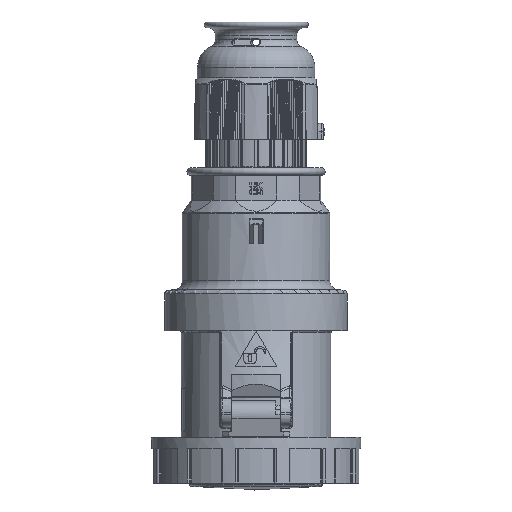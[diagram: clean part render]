
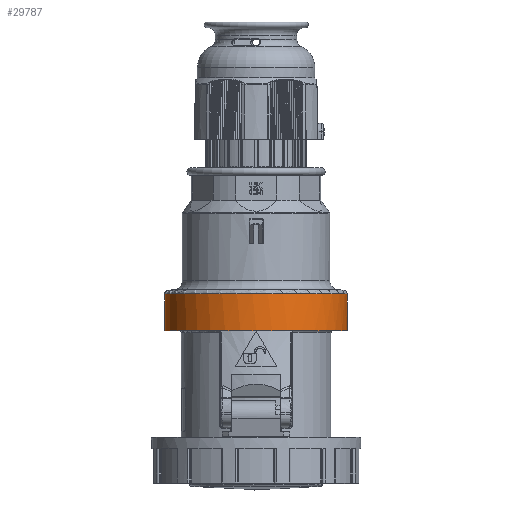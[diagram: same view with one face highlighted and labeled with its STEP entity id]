
A CAD part, top view. The second image highlights one B-rep face of the part: STEP entity #29787.
In plain terms, the highlighted cylindrical face has radius 48.25 mm (diameter 96.5 mm), a partial arc.
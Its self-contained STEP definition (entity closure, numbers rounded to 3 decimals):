
#2735=FACE_OUTER_BOUND('',#4344,.T.);
#4344=EDGE_LOOP('',(#24217,#24218,#24219,#24220));
#5478=B_SPLINE_CURVE_WITH_KNOTS('',3,(#54399,#54400,#54401,#54402,#54403,
#54404,#54405,#54406,#54407,#54408,#54409,#54410,#54411,#54412,#54413,#54414,
#54415,#54416,#54417,#54418,#54419,#54420,#54421,#54422,#54423,#54424,#54425,
#54426,#54427,#54428,#54429,#54430,#54431,#54432,#54433,#54434,#54435,#54436,
#54437,#54438,#54439,#54440,#54441,#54442,#54443,#54444,#54445,#54446,#54447,
#54448),.UNSPECIFIED.,.F.,.F.,(4,1,1,1,1,1,1,1,1,1,1,1,1,1,1,1,1,1,1,1,
1,1,1,1,1,1,1,1,1,1,1,1,1,1,1,1,1,1,1,1,1,1,1,1,1,1,1,4),(0.,
0.067,0.133,0.167,0.233,
0.267,0.333,0.367,0.433,
0.467,0.533,0.567,0.633,
0.667,0.733,0.767,0.833,
0.867,0.933,0.967,1.033,
1.067,1.133,1.167,1.233,1.267,
1.333,1.367,1.433,1.467,1.533,
1.567,1.633,1.667,1.733,1.767,
1.833,1.867,1.933,1.967,2.033,
2.067,2.133,2.167,2.233,2.267,
2.353,2.46),.UNSPECIFIED.);
#6654=CIRCLE('',#32153,48.25);
#6655=CIRCLE('',#32154,48.25);
#6927=LINE('',#39970,#8877);
#8877=VECTOR('',#32860,48.25);
#10827=VERTEX_POINT('',#39968);
#10828=VERTEX_POINT('',#39969);
#10830=VERTEX_POINT('',#39973);
#12955=VERTEX_POINT('',#53990);
#13660=EDGE_CURVE('',#10827,#10828,#6927,.T.);
#16875=EDGE_CURVE('',#10830,#12955,#5478,.T.);
#16876=EDGE_CURVE('',#10828,#10830,#6654,.T.);
#16877=EDGE_CURVE('',#10827,#12955,#6655,.T.);
#24217=ORIENTED_EDGE('',*,*,#13660,.T.);
#24218=ORIENTED_EDGE('',*,*,#16876,.T.);
#24219=ORIENTED_EDGE('',*,*,#16875,.T.);
#24220=ORIENTED_EDGE('',*,*,#16877,.F.);
#26953=CYLINDRICAL_SURFACE('',#32152,48.25);
#29787=ADVANCED_FACE('',(#2735),#26953,.T.);
#32152=AXIS2_PLACEMENT_3D('',#54449,#38042,#38043);
#32153=AXIS2_PLACEMENT_3D('',#54450,#38044,#38045);
#32154=AXIS2_PLACEMENT_3D('',#54451,#38046,#38047);
#32860=DIRECTION('',(0.,-1.,0.));
#38042=DIRECTION('center_axis',(0.,1.,0.));
#38043=DIRECTION('ref_axis',(1.,0.,0.));
#38044=DIRECTION('center_axis',(0.,1.,0.));
#38045=DIRECTION('ref_axis',(-0.866,0.,0.5));
#38046=DIRECTION('center_axis',(0.,1.,0.));
#38047=DIRECTION('ref_axis',(1.,0.,0.));
#39968=CARTESIAN_POINT('',(-48.25,12.5,3.413));
#39969=CARTESIAN_POINT('',(-48.25,-7.,3.413));
#39970=CARTESIAN_POINT('',(-48.25,3.25,3.413));
#39973=CARTESIAN_POINT('',(-31.108,-7.,-33.47));
#53990=CARTESIAN_POINT('',(-18.335,12.5,-41.218));
#54399=CARTESIAN_POINT('Ctrl Pts',(-31.108,-7.,
-33.47));
#54400=CARTESIAN_POINT('Ctrl Pts',(-31.005,-6.824,
-33.558));
#54401=CARTESIAN_POINT('Ctrl Pts',(-30.797,-6.472,
-33.731));
#54402=CARTESIAN_POINT('Ctrl Pts',(-30.535,-6.031,
-33.946));
#54403=CARTESIAN_POINT('Ctrl Pts',(-30.272,-5.591,
-34.16));
#54404=CARTESIAN_POINT('Ctrl Pts',(-30.061,-5.239,
-34.329));
#54405=CARTESIAN_POINT('Ctrl Pts',(-29.795,-4.798,
-34.539));
#54406=CARTESIAN_POINT('Ctrl Pts',(-29.581,-4.446,
-34.706));
#54407=CARTESIAN_POINT('Ctrl Pts',(-29.313,-4.006,
-34.913));
#54408=CARTESIAN_POINT('Ctrl Pts',(-29.097,-3.653,
-35.077));
#54409=CARTESIAN_POINT('Ctrl Pts',(-28.826,-3.213,
-35.28));
#54410=CARTESIAN_POINT('Ctrl Pts',(-28.609,-2.861,
-35.442));
#54411=CARTESIAN_POINT('Ctrl Pts',(-28.335,-2.42,
-35.641));
#54412=CARTESIAN_POINT('Ctrl Pts',(-28.115,-2.068,
-35.8));
#54413=CARTESIAN_POINT('Ctrl Pts',(-27.839,-1.628,
-35.996));
#54414=CARTESIAN_POINT('Ctrl Pts',(-27.618,-1.275,
-36.152));
#54415=CARTESIAN_POINT('Ctrl Pts',(-27.339,-0.835,
-36.345));
#54416=CARTESIAN_POINT('Ctrl Pts',(-27.116,-0.483,
-36.498));
#54417=CARTESIAN_POINT('Ctrl Pts',(-26.835,-0.043,
-36.687));
#54418=CARTESIAN_POINT('Ctrl Pts',(-26.609,0.31,
-36.837));
#54419=CARTESIAN_POINT('Ctrl Pts',(-26.326,0.75,
-37.023));
#54420=CARTESIAN_POINT('Ctrl Pts',(-26.098,1.102,-37.17));
#54421=CARTESIAN_POINT('Ctrl Pts',(-25.813,1.543,-37.353));
#54422=CARTESIAN_POINT('Ctrl Pts',(-25.583,1.895,-37.497));
#54423=CARTESIAN_POINT('Ctrl Pts',(-25.296,2.335,-37.676));
#54424=CARTESIAN_POINT('Ctrl Pts',(-25.064,2.688,-37.817));
#54425=CARTESIAN_POINT('Ctrl Pts',(-24.774,3.128,-37.992));
#54426=CARTESIAN_POINT('Ctrl Pts',(-24.541,3.48,-38.13));
#54427=CARTESIAN_POINT('Ctrl Pts',(-24.249,3.921,-38.302));
#54428=CARTESIAN_POINT('Ctrl Pts',(-24.015,4.273,-38.437));
#54429=CARTESIAN_POINT('Ctrl Pts',(-23.72,4.713,-38.605));
#54430=CARTESIAN_POINT('Ctrl Pts',(-23.484,5.065,-38.737));
#54431=CARTESIAN_POINT('Ctrl Pts',(-23.187,5.506,-38.901));
#54432=CARTESIAN_POINT('Ctrl Pts',(-22.949,5.858,-39.031));
#54433=CARTESIAN_POINT('Ctrl Pts',(-22.651,6.298,-39.191));
#54434=CARTESIAN_POINT('Ctrl Pts',(-22.411,6.651,-39.317));
#54435=CARTESIAN_POINT('Ctrl Pts',(-22.111,7.091,-39.474));
#54436=CARTESIAN_POINT('Ctrl Pts',(-21.869,7.443,-39.597));
#54437=CARTESIAN_POINT('Ctrl Pts',(-21.567,7.884,-39.749));
#54438=CARTESIAN_POINT('Ctrl Pts',(-21.324,8.236,-39.87));
#54439=CARTESIAN_POINT('Ctrl Pts',(-21.02,8.676,-40.019));
#54440=CARTESIAN_POINT('Ctrl Pts',(-20.776,9.029,-40.136));
#54441=CARTESIAN_POINT('Ctrl Pts',(-20.469,9.469,-40.281));
#54442=CARTESIAN_POINT('Ctrl Pts',(-20.224,9.821,-40.395));
#54443=CARTESIAN_POINT('Ctrl Pts',(-19.916,10.262,-40.536));
#54444=CARTESIAN_POINT('Ctrl Pts',(-19.669,10.614,-40.647));
#54445=CARTESIAN_POINT('Ctrl Pts',(-19.321,11.107,-40.801));
#54446=CARTESIAN_POINT('Ctrl Pts',(-18.898,11.707,-40.984));
#54447=CARTESIAN_POINT('Ctrl Pts',(-18.536,12.218,-41.136));
#54448=CARTESIAN_POINT('Ctrl Pts',(-18.335,12.5,-41.218));
#54449=CARTESIAN_POINT('Origin',(0.,3.25,
3.413));
#54450=CARTESIAN_POINT('Origin',(0.,-7.,
3.413));
#54451=CARTESIAN_POINT('Origin',(0.,12.5,
3.413));
